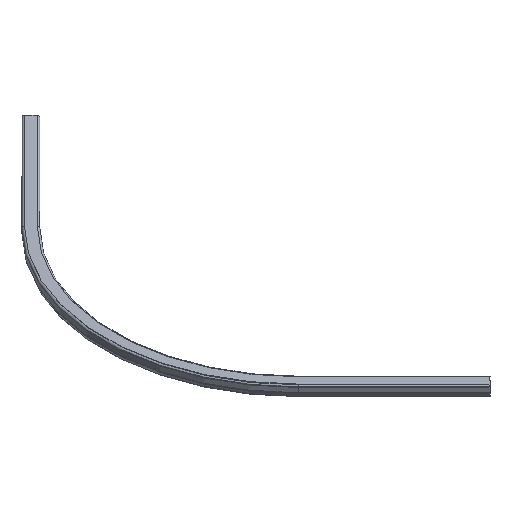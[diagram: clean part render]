
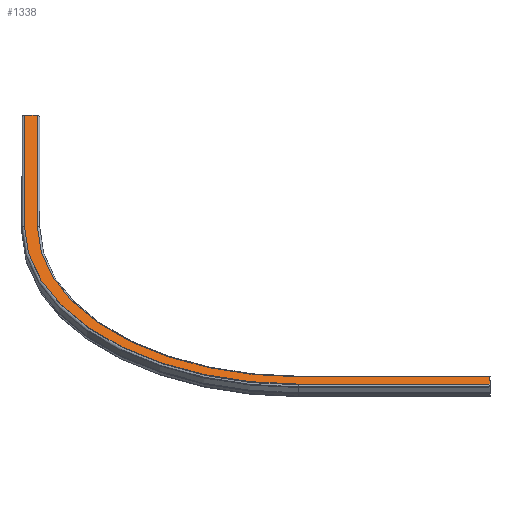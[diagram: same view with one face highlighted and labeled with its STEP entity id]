
A CAD part, isometric view. The second image highlights one B-rep face of the part: STEP entity #1338.
In plain terms, the highlighted planar face has unit normal (0, 0, 1).
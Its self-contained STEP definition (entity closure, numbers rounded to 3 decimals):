
#206=FACE_OUTER_BOUND('',#280,.T.);
#280=EDGE_LOOP('',(#1229,#1230,#1231,#1232,#1233,#1234,#1235,#1236));
#281=LINE('',#1925,#389);
#311=LINE('',#2030,#419);
#355=LINE('',#2149,#463);
#357=LINE('',#2156,#465);
#386=LINE('',#2283,#494);
#388=LINE('',#2288,#496);
#389=VECTOR('',#1515,10.);
#419=VECTOR('',#1591,10.);
#463=VECTOR('',#1715,10.);
#465=VECTOR('',#1723,10.);
#494=VECTOR('',#1908,10.);
#496=VECTOR('',#1916,10.);
#557=CIRCLE('',#1464,585.5);
#563=CIRCLE('',#1473,614.5);
#573=VERTEX_POINT('',#1921);
#575=VERTEX_POINT('',#1924);
#626=VERTEX_POINT('',#2027);
#627=VERTEX_POINT('',#2029);
#662=VERTEX_POINT('',#2148);
#664=VERTEX_POINT('',#2154);
#680=VERTEX_POINT('',#2226);
#683=VERTEX_POINT('',#2239);
#686=EDGE_CURVE('',#575,#573,#281,.T.);
#738=EDGE_CURVE('',#627,#626,#311,.T.);
#799=EDGE_CURVE('',#627,#662,#355,.T.);
#803=EDGE_CURVE('',#626,#664,#357,.T.);
#840=EDGE_CURVE('',#664,#680,#557,.T.);
#848=EDGE_CURVE('',#662,#683,#563,.T.);
#866=EDGE_CURVE('',#680,#575,#386,.T.);
#868=EDGE_CURVE('',#683,#573,#388,.T.);
#1229=ORIENTED_EDGE('',*,*,#686,.T.);
#1230=ORIENTED_EDGE('',*,*,#868,.F.);
#1231=ORIENTED_EDGE('',*,*,#848,.F.);
#1232=ORIENTED_EDGE('',*,*,#799,.F.);
#1233=ORIENTED_EDGE('',*,*,#738,.T.);
#1234=ORIENTED_EDGE('',*,*,#803,.T.);
#1235=ORIENTED_EDGE('',*,*,#840,.T.);
#1236=ORIENTED_EDGE('',*,*,#866,.T.);
#1264=PLANE('',#1508);
#1338=ADVANCED_FACE('',(#206),#1264,.T.);
#1464=AXIS2_PLACEMENT_3D('',#2228,#1816,#1817);
#1473=AXIS2_PLACEMENT_3D('',#2242,#1836,#1837);
#1508=AXIS2_PLACEMENT_3D('',#2289,#1917,#1918);
#1515=DIRECTION('',(-0.707,0.707,0.));
#1591=DIRECTION('',(0.707,0.707,0.));
#1715=DIRECTION('',(-0.707,0.707,0.));
#1723=DIRECTION('',(-0.707,0.707,0.));
#1816=DIRECTION('center_axis',(0.,0.,-1.));
#1817=DIRECTION('ref_axis',(-0.707,-0.707,0.));
#1836=DIRECTION('center_axis',(0.,0.,-1.));
#1837=DIRECTION('ref_axis',(-0.707,-0.707,0.));
#1908=DIRECTION('',(0.707,0.707,0.));
#1916=DIRECTION('',(0.707,0.707,0.));
#1917=DIRECTION('center_axis',(0.,0.,1.));
#1918=DIRECTION('ref_axis',(0.707,-0.707,0.));
#1921=CARTESIAN_POINT('',(469.539,738.573,0.));
#1924=CARTESIAN_POINT('',(490.045,718.067,0.));
#1925=CARTESIAN_POINT('',(472.721,735.391,0.));
#2027=CARTESIAN_POINT('',(490.045,-718.067,0.));
#2029=CARTESIAN_POINT('',(469.539,-738.573,0.));
#2030=CARTESIAN_POINT('',(178.833,-1029.278,0.));
#2148=CARTESIAN_POINT('',(165.483,-434.517,0.));
#2149=CARTESIAN_POINT('',(539.373,-808.408,0.));
#2154=CARTESIAN_POINT('',(185.989,-414.011,0.));
#2156=CARTESIAN_POINT('',(559.88,-787.902,0.));
#2226=CARTESIAN_POINT('',(185.989,414.011,0.));
#2228=CARTESIAN_POINT('Origin',(600.,0.,0.));
#2239=CARTESIAN_POINT('',(165.483,434.517,0.));
#2242=CARTESIAN_POINT('Origin',(600.,0.,0.));
#2283=CARTESIAN_POINT('',(-854.334,-626.312,0.));
#2288=CARTESIAN_POINT('',(-874.84,-605.806,0.));
#2289=CARTESIAN_POINT('Origin',(-864.587,-616.059,0.));
